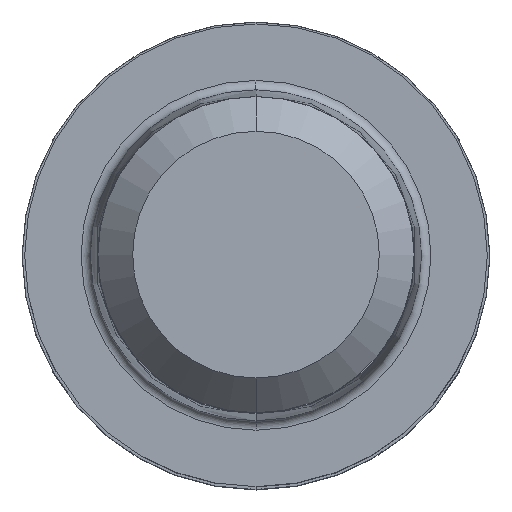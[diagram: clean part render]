
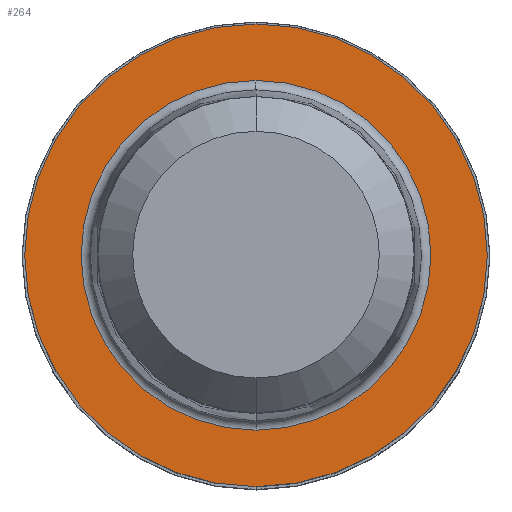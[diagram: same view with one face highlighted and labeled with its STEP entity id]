
A CAD part, top view. The second image highlights one B-rep face of the part: STEP entity #264.
In plain terms, the highlighted planar face has unit normal (0, 0, 1).
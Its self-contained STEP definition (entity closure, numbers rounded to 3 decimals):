
#222=EDGE_CURVE('',#328,#406,#536,.T.);
#230=EDGE_CURVE('',#376,#286,#544,.T.);
#264=ADVANCED_FACE('',(#581,#582),#583,.T.);
#286=VERTEX_POINT('',#606);
#302=EDGE_CURVE('',#286,#376,#625,.T.);
#318=EDGE_CURVE('',#406,#328,#643,.T.);
#328=VERTEX_POINT('',#655);
#376=VERTEX_POINT('',#712);
#406=VERTEX_POINT('',#745);
#536=CIRCLE('',#885,5.935);
#544=CIRCLE('',#894,7.85);
#581=FACE_OUTER_BOUND('',#941,.T.);
#582=FACE_BOUND('',#942,.T.);
#583=PLANE('',#943);
#606=CARTESIAN_POINT('',(0.,-7.85,0.01));
#625=CIRCLE('',#995,7.85);
#643=CIRCLE('',#1021,5.935);
#655=CARTESIAN_POINT('',(0.,-5.935,0.01));
#712=CARTESIAN_POINT('',(0.0,7.85,0.01));
#745=CARTESIAN_POINT('',(0.0,5.935,0.01));
#885=AXIS2_PLACEMENT_3D('',#1309,#1310,#1311);
#894=AXIS2_PLACEMENT_3D('',#1312,#1313,#1314);
#941=EDGE_LOOP('',(#1354,#1355));
#942=EDGE_LOOP('',(#1356,#1357));
#943=AXIS2_PLACEMENT_3D('',#1358,#1359,#1360);
#995=AXIS2_PLACEMENT_3D('',#1412,#1413,#1414);
#1021=AXIS2_PLACEMENT_3D('',#1439,#1440,#1441);
#1309=CARTESIAN_POINT('',(0.0,0.0,0.01));
#1310=DIRECTION('',(0.0,0.0,-1.0));
#1311=DIRECTION('',(0.0,1.0,0.0));
#1312=CARTESIAN_POINT('',(0.0,0.0,0.01));
#1313=DIRECTION('',(0.0,0.0,-1.0));
#1314=DIRECTION('',(0.0,1.0,0.0));
#1354=ORIENTED_EDGE('',*,*,#230,.F.);
#1355=ORIENTED_EDGE('',*,*,#302,.F.);
#1356=ORIENTED_EDGE('',*,*,#318,.T.);
#1357=ORIENTED_EDGE('',*,*,#222,.T.);
#1358=CARTESIAN_POINT('',(0.0,3.925,0.01));
#1359=DIRECTION('',(-0.0,0.0,1.0));
#1360=DIRECTION('',(0.0,-1.0,0.0));
#1412=CARTESIAN_POINT('',(0.0,0.0,0.01));
#1413=DIRECTION('',(0.0,0.0,-1.0));
#1414=DIRECTION('',(0.0,1.0,0.0));
#1439=CARTESIAN_POINT('',(0.0,0.0,0.01));
#1440=DIRECTION('',(0.0,0.0,-1.0));
#1441=DIRECTION('',(0.0,1.0,0.0));
